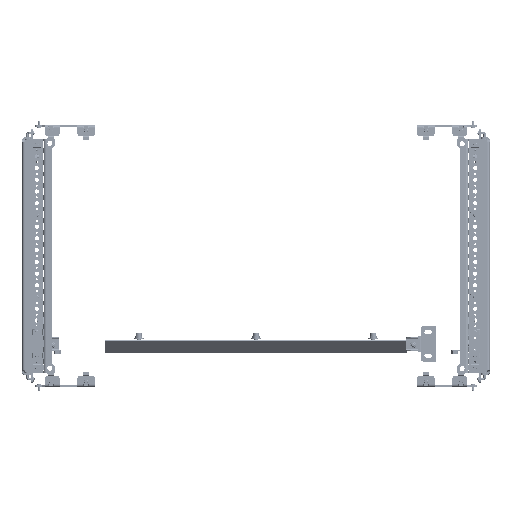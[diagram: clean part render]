
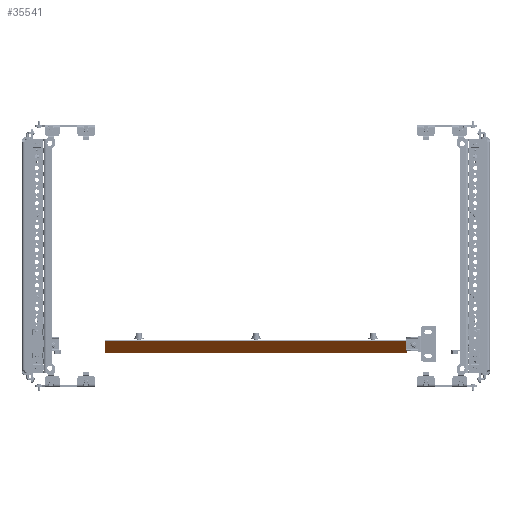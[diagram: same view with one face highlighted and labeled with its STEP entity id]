
A CAD part, front view. The second image highlights one B-rep face of the part: STEP entity #35541.
In plain terms, the highlighted face is planar.
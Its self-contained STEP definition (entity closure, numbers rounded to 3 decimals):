
#4400 = LINE ( 'NONE', #10696, #34205 ) ;
#7997 = CARTESIAN_POINT ( 'NONE',  ( 0., 0., -322.5 ) ) ;
#9039 = FACE_OUTER_BOUND ( 'NONE', #33065, .T. ) ;
#9323 = CARTESIAN_POINT ( 'NONE',  ( 35., 0., 322.5 ) ) ;
#10696 = CARTESIAN_POINT ( 'NONE',  ( 0., 0., 322.5 ) ) ;
#10848 = VECTOR ( 'NONE', #28234, 1000. ) ;
#11725 = EDGE_CURVE ( 'NONE', #25376, #46724, #36767, .T. ) ;
#14610 = LINE ( 'NONE', #29336, #62056 ) ;
#16662 = DIRECTION ( 'NONE',  ( 0., 1., 0. ) ) ;
#18811 = EDGE_CURVE ( 'NONE', #61569, #46724, #41994, .T. ) ;
#21011 = ORIENTED_EDGE ( 'NONE', *, *, #30758, .T. ) ;
#24346 = AXIS2_PLACEMENT_3D ( 'NONE', #60316, #16662, #45098 ) ;
#24443 = CARTESIAN_POINT ( 'NONE',  ( 35., 0., 322.5 ) ) ;
#24851 = DIRECTION ( 'NONE',  ( 0., 0., -1. ) ) ;
#25376 = VERTEX_POINT ( 'NONE', #49557 ) ;
#27327 = ORIENTED_EDGE ( 'NONE', *, *, #44762, .F. ) ;
#28162 = CARTESIAN_POINT ( 'NONE',  ( 35., 0., -322.5 ) ) ;
#28234 = DIRECTION ( 'NONE',  ( 1., 0., 0. ) ) ;
#29336 = CARTESIAN_POINT ( 'NONE',  ( 0., 0., 322.5 ) ) ;
#29614 = ORIENTED_EDGE ( 'NONE', *, *, #18811, .F. ) ;
#30758 = EDGE_CURVE ( 'NONE', #40051, #25376, #14610, .T. ) ;
#33065 = EDGE_LOOP ( 'NONE', ( #52384, #29614, #27327, #21011 ) ) ;
#34205 = VECTOR ( 'NONE', #44855, 1000. ) ;
#35541 = ADVANCED_FACE ( 'NONE', ( #9039 ), #45940, .F. ) ;
#36767 = LINE ( 'NONE', #7997, #10848 ) ;
#37244 = VECTOR ( 'NONE', #24851, 1000. ) ;
#40051 = VERTEX_POINT ( 'NONE', #43328 ) ;
#41994 = LINE ( 'NONE', #24443, #37244 ) ;
#43328 = CARTESIAN_POINT ( 'NONE',  ( 0., 0., 322.5 ) ) ;
#44762 = EDGE_CURVE ( 'NONE', #40051, #61569, #4400, .T. ) ;
#44855 = DIRECTION ( 'NONE',  ( 1., 0., 0. ) ) ;
#45098 = DIRECTION ( 'NONE',  ( 0., 0., 1. ) ) ;
#45940 = PLANE ( 'NONE',  #24346 ) ;
#46724 = VERTEX_POINT ( 'NONE', #28162 ) ;
#49283 = DIRECTION ( 'NONE',  ( 0., 0., -1. ) ) ;
#49557 = CARTESIAN_POINT ( 'NONE',  ( 0., 0., -322.5 ) ) ;
#52384 = ORIENTED_EDGE ( 'NONE', *, *, #11725, .T. ) ;
#60316 = CARTESIAN_POINT ( 'NONE',  ( 0., 0., 322.5 ) ) ;
#61569 = VERTEX_POINT ( 'NONE', #9323 ) ;
#62056 = VECTOR ( 'NONE', #49283, 1000. ) ;
